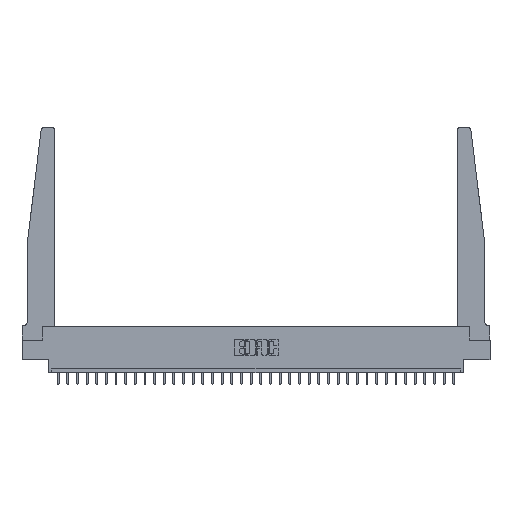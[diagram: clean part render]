
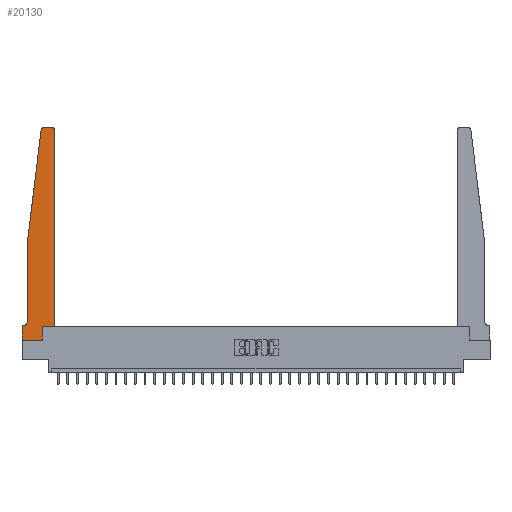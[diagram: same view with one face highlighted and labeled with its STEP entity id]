
A CAD part, top view. The second image highlights one B-rep face of the part: STEP entity #20130.
In plain terms, the highlighted planar face has unit normal (0, 0, 1).
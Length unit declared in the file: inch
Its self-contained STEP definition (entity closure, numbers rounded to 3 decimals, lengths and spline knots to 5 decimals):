
#71 = CARTESIAN_POINT ( 'NONE',  ( 0.065, 0.2375, 0.37 ) ) ;
#421 = VERTEX_POINT ( 'NONE', #7600 ) ;
#589 = CARTESIAN_POINT ( 'NONE',  ( 0.065, 1.25, 0.37 ) ) ;
#798 = FACE_OUTER_BOUND ( 'NONE', #28599, .T. ) ;
#1066 = VERTEX_POINT ( 'NONE', #71 ) ;
#1129 = VERTEX_POINT ( 'NONE', #2279 ) ;
#1191 = VECTOR ( 'NONE', #13683, 39.37008 ) ;
#1254 = PLANE ( 'NONE',  #19231 ) ;
#1617 = EDGE_CURVE ( 'NONE', #421, #1066, #22019, .T. ) ;
#1662 = VECTOR ( 'NONE', #6028, 39.37008 ) ;
#1902 = ORIENTED_EDGE ( 'NONE', *, *, #9237, .T. ) ;
#2279 = CARTESIAN_POINT ( 'NONE',  ( 0.395, 2.75, 0.37 ) ) ;
#2294 = ORIENTED_EDGE ( 'NONE', *, *, #15760, .T. ) ;
#2846 = VERTEX_POINT ( 'NONE', #10275 ) ;
#2856 = ORIENTED_EDGE ( 'NONE', *, *, #29234, .T. ) ;
#3334 = VECTOR ( 'NONE', #25350, 39.37008 ) ;
#3346 = CARTESIAN_POINT ( 'NONE',  ( 0.425, 0.18, 0.37 ) ) ;
#3401 = ORIENTED_EDGE ( 'NONE', *, *, #22942, .T. ) ;
#3625 = DIRECTION ( 'NONE',  ( 0., 0., 1. ) ) ;
#3810 = DIRECTION ( 'NONE',  ( 0., 0., 1. ) ) ;
#4027 = CARTESIAN_POINT ( 'NONE',  ( 0.2605, 0.18, 0.37 ) ) ;
#4074 = CARTESIAN_POINT ( 'NONE',  ( 0., 0.1875, 0.37 ) ) ;
#5200 = AXIS2_PLACEMENT_3D ( 'NONE', #24024, #14174, #14484 ) ;
#5242 = VERTEX_POINT ( 'NONE', #9315 ) ;
#5329 = DIRECTION ( 'NONE',  ( 0., -1., 0. ) ) ;
#5620 = VERTEX_POINT ( 'NONE', #11671 ) ;
#5950 = CARTESIAN_POINT ( 'NONE',  ( 0.065, 0.1875, 0.37 ) ) ;
#6028 = DIRECTION ( 'NONE',  ( -0.122, -0.992, 0. ) ) ;
#6288 = AXIS2_PLACEMENT_3D ( 'NONE', #30363, #3810, #18272 ) ;
#6337 = LINE ( 'NONE', #15879, #1662 ) ;
#6950 = ORIENTED_EDGE ( 'NONE', *, *, #28998, .T. ) ;
#7537 = EDGE_CURVE ( 'NONE', #2846, #421, #6337, .T. ) ;
#7600 = CARTESIAN_POINT ( 'NONE',  ( 0.065, 1.25, 0.37 ) ) ;
#8134 = CARTESIAN_POINT ( 'NONE',  ( 0., 0., 0.37 ) ) ;
#8194 = LINE ( 'NONE', #5950, #3334 ) ;
#8434 = DIRECTION ( 'NONE',  ( 1., 0., 0. ) ) ;
#8629 = VERTEX_POINT ( 'NONE', #11451 ) ;
#8768 = CIRCLE ( 'NONE', #5200, 0.05 ) ;
#8864 = CARTESIAN_POINT ( 'NONE',  ( 0., 0.1875, 0.37 ) ) ;
#9138 = DIRECTION ( 'NONE',  ( 1., 0., 0. ) ) ;
#9237 = EDGE_CURVE ( 'NONE', #1066, #8629, #8768, .T. ) ;
#9315 = CARTESIAN_POINT ( 'NONE',  ( 0.2605, 0., 0.37 ) ) ;
#9880 = ORIENTED_EDGE ( 'NONE', *, *, #10745, .T. ) ;
#10186 = VERTEX_POINT ( 'NONE', #20211 ) ;
#10275 = CARTESIAN_POINT ( 'NONE',  ( 0.24675, 2.72367, 0.37 ) ) ;
#10365 = LINE ( 'NONE', #8134, #20019 ) ;
#10684 = VECTOR ( 'NONE', #5329, 39.37008 ) ;
#10745 = EDGE_CURVE ( 'NONE', #5620, #1129, #25576, .T. ) ;
#10945 = DIRECTION ( 'NONE',  ( 1., 0., 0. ) ) ;
#11318 = VERTEX_POINT ( 'NONE', #12670 ) ;
#11451 = CARTESIAN_POINT ( 'NONE',  ( 0.015, 0.1875, 0.37 ) ) ;
#11634 = VECTOR ( 'NONE', #29759, 39.37008 ) ;
#11671 = CARTESIAN_POINT ( 'NONE',  ( 0.425, 2.72, 0.37 ) ) ;
#12670 = CARTESIAN_POINT ( 'NONE',  ( 0.2605, 0.18, 0.37 ) ) ;
#13102 = CARTESIAN_POINT ( 'NONE',  ( 0.25, 2.75, 0.37 ) ) ;
#13193 = AXIS2_PLACEMENT_3D ( 'NONE', #31241, #30924, #9138 ) ;
#13683 = DIRECTION ( 'NONE',  ( 0., -1., 0. ) ) ;
#14050 = VECTOR ( 'NONE', #15011, 39.37008 ) ;
#14174 = DIRECTION ( 'NONE',  ( 0., 0., -1. ) ) ;
#14424 = LINE ( 'NONE', #4027, #17793 ) ;
#14484 = DIRECTION ( 'NONE',  ( -1., 0., 0. ) ) ;
#15011 = DIRECTION ( 'NONE',  ( -1., 0., 0. ) ) ;
#15760 = EDGE_CURVE ( 'NONE', #1129, #10186, #20079, .T. ) ;
#15802 = VERTEX_POINT ( 'NONE', #23733 ) ;
#15879 = CARTESIAN_POINT ( 'NONE',  ( 0.065, 1.25, 0.37 ) ) ;
#17793 = VECTOR ( 'NONE', #20537, 39.37008 ) ;
#18272 = DIRECTION ( 'NONE',  ( 1., 0., 0. ) ) ;
#18279 = EDGE_CURVE ( 'NONE', #15802, #5620, #20181, .T. ) ;
#18578 = CARTESIAN_POINT ( 'NONE',  ( 0.425, 0.18, 0.37 ) ) ;
#19231 = AXIS2_PLACEMENT_3D ( 'NONE', #8864, #3625, #10945 ) ;
#19482 = EDGE_CURVE ( 'NONE', #10186, #2846, #26907, .T. ) ;
#20019 = VECTOR ( 'NONE', #8434, 39.37008 ) ;
#20079 = LINE ( 'NONE', #13102, #14050 ) ;
#20130 = ADVANCED_FACE ( 'NONE', ( #798 ), #1254, .T. ) ;
#20181 = LINE ( 'NONE', #3346, #11634 ) ;
#20211 = CARTESIAN_POINT ( 'NONE',  ( 0.27653, 2.75, 0.37 ) ) ;
#20537 = DIRECTION ( 'NONE',  ( 0., 1., 0. ) ) ;
#20633 = LINE ( 'NONE', #18578, #29180 ) ;
#21101 = ORIENTED_EDGE ( 'NONE', *, *, #30078, .T. ) ;
#21600 = ORIENTED_EDGE ( 'NONE', *, *, #7537, .T. ) ;
#22019 = LINE ( 'NONE', #589, #10684 ) ;
#22248 = ORIENTED_EDGE ( 'NONE', *, *, #19482, .T. ) ;
#22942 = EDGE_CURVE ( 'NONE', #5242, #11318, #14424, .T. ) ;
#23100 = ORIENTED_EDGE ( 'NONE', *, *, #18279, .T. ) ;
#23733 = CARTESIAN_POINT ( 'NONE',  ( 0.425, 0.18, 0.37 ) ) ;
#24024 = CARTESIAN_POINT ( 'NONE',  ( 0.015, 0.2375, 0.37 ) ) ;
#25350 = DIRECTION ( 'NONE',  ( -1., 0., 0. ) ) ;
#25576 = CIRCLE ( 'NONE', #6288, 0.03 ) ;
#26907 = CIRCLE ( 'NONE', #13193, 0.03 ) ;
#27692 = EDGE_CURVE ( 'NONE', #28515, #30522, #27841, .T. ) ;
#27841 = LINE ( 'NONE', #30538, #1191 ) ;
#28051 = ORIENTED_EDGE ( 'NONE', *, *, #1617, .T. ) ;
#28515 = VERTEX_POINT ( 'NONE', #4074 ) ;
#28599 = EDGE_LOOP ( 'NONE', ( #2294, #22248, #21600, #28051, #1902, #21101, #29801, #6950, #3401, #2856, #23100, #9880 ) ) ;
#28998 = EDGE_CURVE ( 'NONE', #30522, #5242, #10365, .T. ) ;
#29180 = VECTOR ( 'NONE', #30354, 39.37008 ) ;
#29234 = EDGE_CURVE ( 'NONE', #11318, #15802, #20633, .T. ) ;
#29759 = DIRECTION ( 'NONE',  ( 0., 1., 0. ) ) ;
#29801 = ORIENTED_EDGE ( 'NONE', *, *, #27692, .T. ) ;
#30078 = EDGE_CURVE ( 'NONE', #8629, #28515, #8194, .T. ) ;
#30091 = CARTESIAN_POINT ( 'NONE',  ( 0., 0., 0.37 ) ) ;
#30354 = DIRECTION ( 'NONE',  ( 1., 0., 0. ) ) ;
#30363 = CARTESIAN_POINT ( 'NONE',  ( 0.395, 2.72, 0.37 ) ) ;
#30522 = VERTEX_POINT ( 'NONE', #30091 ) ;
#30538 = CARTESIAN_POINT ( 'NONE',  ( 0., 0., 0.37 ) ) ;
#30924 = DIRECTION ( 'NONE',  ( 0., 0., 1. ) ) ;
#31241 = CARTESIAN_POINT ( 'NONE',  ( 0.27653, 2.72, 0.37 ) ) ;
